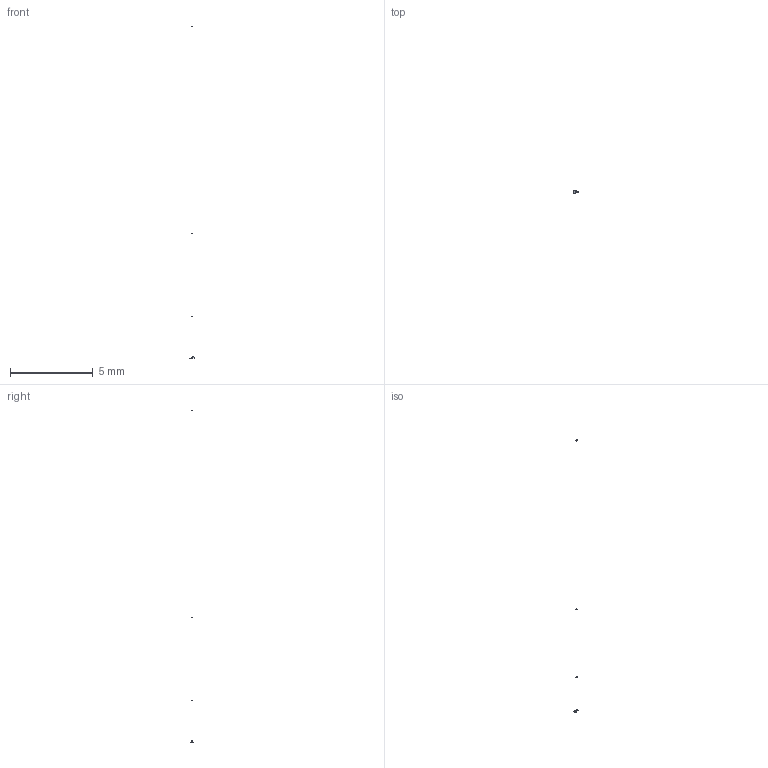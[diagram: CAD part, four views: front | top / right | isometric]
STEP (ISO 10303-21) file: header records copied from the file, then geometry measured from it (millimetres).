
FILE_DESCRIPTION(('FreeCAD Model'),'2;1');
FILE_NAME('Open CASCADE Shape Model','2025-05-27T18:11:27',('Author'),( ''),'Open CASCADE STEP processor 7.8','FreeCAD','Unknown');
FILE_SCHEMA(('AUTOMOTIVE_DESIGN { 1 0 10303 214 1 1 1 1 }'));
Length unit declared in the file: millimetre
Products named in the file (1): _D_MODEL_AI_ASSISTANT_export001 (Solid)001
Bounding box: 0.27 x 0.15 x 20.03 mm (x, y, z)
Volume: 0 mm3; surface area: 0.1 mm2
Topology: 3 solids, 6 shells, 617 faces, 1032 edges, 424 vertices
Faces by surface type: plane 617
Entity records: 12972 total; most frequent: DIRECTION 2268, CARTESIAN_POINT 2074, ORIENTED_EDGE 1980, EDGE_CURVE 1032, LINE 1032, VECTOR 1032, FACE_BOUND 621, EDGE_LOOP 621
